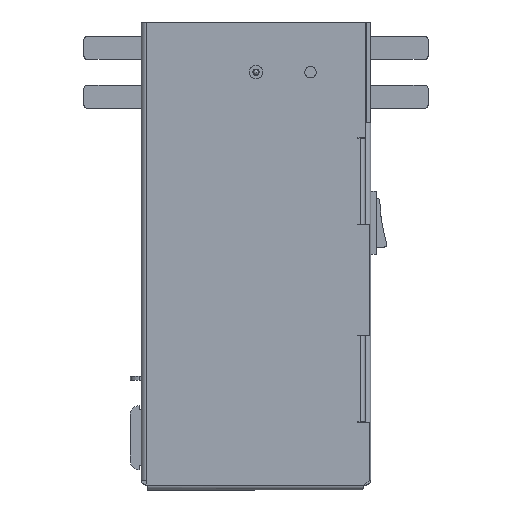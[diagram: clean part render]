
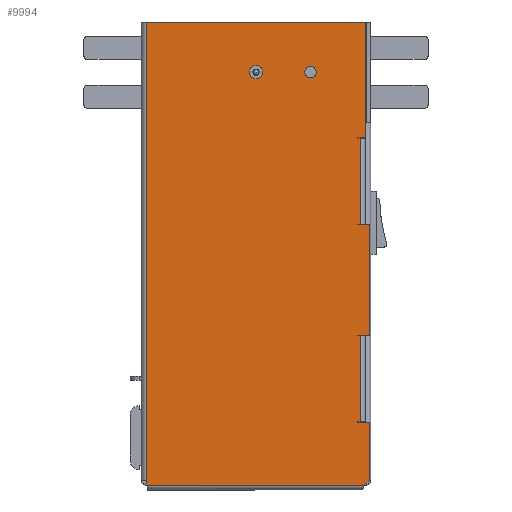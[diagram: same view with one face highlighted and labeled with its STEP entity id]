
A CAD part, top view. The second image highlights one B-rep face of the part: STEP entity #9994.
In plain terms, the highlighted planar face has unit normal (0, 0, 1).
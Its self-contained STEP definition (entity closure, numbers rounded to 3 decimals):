
#166=FACE_BOUND('',#1381,.T.);
#167=FACE_BOUND('',#1382,.T.);
#367=PLANE('',#10700);
#802=FACE_OUTER_BOUND('',#1380,.T.);
#1380=EDGE_LOOP('',(#7481,#7482,#7483,#7484,#7485,#7486,#7487,#7488,#7489,
#7490,#7491,#7492,#7493,#7494,#7495,#7496,#7497,#7498,#7499,#7500,#7501,
#7502));
#1381=EDGE_LOOP('',(#7503));
#1382=EDGE_LOOP('',(#7504));
#1914=LINE('',#14350,#3049);
#1941=LINE('',#14469,#3076);
#1942=LINE('',#14472,#3077);
#1985=LINE('',#14588,#3120);
#2186=LINE('',#15021,#3321);
#2189=LINE('',#15025,#3324);
#2190=LINE('',#15030,#3325);
#2198=LINE('',#15053,#3333);
#2204=LINE('',#15070,#3339);
#2206=LINE('',#15074,#3341);
#2208=LINE('',#15078,#3343);
#2209=LINE('',#15080,#3344);
#2210=LINE('',#15082,#3345);
#2211=LINE('',#15083,#3346);
#2212=LINE('',#15085,#3347);
#2213=LINE('',#15087,#3348);
#2214=LINE('',#15089,#3349);
#2215=LINE('',#15091,#3350);
#2216=LINE('',#15092,#3351);
#2217=LINE('',#15094,#3352);
#2218=LINE('',#15096,#3353);
#2219=LINE('',#15097,#3354);
#3049=VECTOR('',#11489,10.);
#3076=VECTOR('',#11528,10.);
#3077=VECTOR('',#11531,10.);
#3120=VECTOR('',#11648,10.);
#3321=VECTOR('',#12011,10.);
#3324=VECTOR('',#12016,10.);
#3325=VECTOR('',#12021,10.);
#3333=VECTOR('',#12051,10.);
#3339=VECTOR('',#12077,10.);
#3341=VECTOR('',#12081,10.);
#3343=VECTOR('',#12085,10.);
#3344=VECTOR('',#12086,10.);
#3345=VECTOR('',#12087,10.);
#3346=VECTOR('',#12088,10.);
#3347=VECTOR('',#12089,10.);
#3348=VECTOR('',#12090,10.);
#3349=VECTOR('',#12091,10.);
#3350=VECTOR('',#12092,10.);
#3351=VECTOR('',#12093,10.);
#3352=VECTOR('',#12094,10.);
#3353=VECTOR('',#12095,10.);
#3354=VECTOR('',#12096,10.);
#4165=CIRCLE('',#10624,2.);
#4166=CIRCLE('',#10626,2.);
#4455=VERTEX_POINT('',#14341);
#4456=VERTEX_POINT('',#14349);
#4481=VERTEX_POINT('',#14467);
#4482=VERTEX_POINT('',#14471);
#4518=VERTEX_POINT('',#14587);
#4580=VERTEX_POINT('',#14760);
#4581=VERTEX_POINT('',#14764);
#4668=VERTEX_POINT('',#15018);
#4669=VERTEX_POINT('',#15020);
#4670=VERTEX_POINT('',#15027);
#4671=VERTEX_POINT('',#15029);
#4674=VERTEX_POINT('',#15050);
#4675=VERTEX_POINT('',#15052);
#4676=VERTEX_POINT('',#15069);
#4677=VERTEX_POINT('',#15073);
#4678=VERTEX_POINT('',#15077);
#4679=VERTEX_POINT('',#15079);
#4680=VERTEX_POINT('',#15081);
#4681=VERTEX_POINT('',#15084);
#4682=VERTEX_POINT('',#15086);
#4683=VERTEX_POINT('',#15088);
#4684=VERTEX_POINT('',#15090);
#4685=VERTEX_POINT('',#15093);
#4686=VERTEX_POINT('',#15095);
#5413=EDGE_CURVE('',#4456,#4455,#1914,.T.);
#5445=EDGE_CURVE('',#4455,#4481,#1941,.T.);
#5446=EDGE_CURVE('',#4482,#4456,#1942,.T.);
#5503=EDGE_CURVE('',#4518,#4482,#1985,.T.);
#5590=EDGE_CURVE('',#4580,#4580,#4165,.T.);
#5592=EDGE_CURVE('',#4581,#4581,#4166,.T.);
#5721=EDGE_CURVE('',#4669,#4668,#2186,.T.);
#5724=EDGE_CURVE('',#4668,#4518,#2189,.T.);
#5726=EDGE_CURVE('',#4671,#4670,#2190,.T.);
#5738=EDGE_CURVE('',#4675,#4674,#2198,.T.);
#5747=EDGE_CURVE('',#4676,#4671,#2204,.T.);
#5749=EDGE_CURVE('',#4677,#4676,#2206,.T.);
#5751=EDGE_CURVE('',#4678,#4481,#2208,.T.);
#5752=EDGE_CURVE('',#4678,#4679,#2209,.T.);
#5753=EDGE_CURVE('',#4679,#4680,#2210,.T.);
#5754=EDGE_CURVE('',#4680,#4675,#2211,.T.);
#5755=EDGE_CURVE('',#4674,#4681,#2212,.T.);
#5756=EDGE_CURVE('',#4681,#4682,#2213,.T.);
#5757=EDGE_CURVE('',#4682,#4683,#2214,.T.);
#5758=EDGE_CURVE('',#4684,#4683,#2215,.T.);
#5759=EDGE_CURVE('',#4684,#4677,#2216,.T.);
#5760=EDGE_CURVE('',#4670,#4685,#2217,.T.);
#5761=EDGE_CURVE('',#4685,#4686,#2218,.T.);
#5762=EDGE_CURVE('',#4686,#4669,#2219,.T.);
#7481=ORIENTED_EDGE('',*,*,#5413,.T.);
#7482=ORIENTED_EDGE('',*,*,#5445,.T.);
#7483=ORIENTED_EDGE('',*,*,#5751,.F.);
#7484=ORIENTED_EDGE('',*,*,#5752,.T.);
#7485=ORIENTED_EDGE('',*,*,#5753,.T.);
#7486=ORIENTED_EDGE('',*,*,#5754,.T.);
#7487=ORIENTED_EDGE('',*,*,#5738,.T.);
#7488=ORIENTED_EDGE('',*,*,#5755,.T.);
#7489=ORIENTED_EDGE('',*,*,#5756,.T.);
#7490=ORIENTED_EDGE('',*,*,#5757,.T.);
#7491=ORIENTED_EDGE('',*,*,#5758,.F.);
#7492=ORIENTED_EDGE('',*,*,#5759,.T.);
#7493=ORIENTED_EDGE('',*,*,#5749,.T.);
#7494=ORIENTED_EDGE('',*,*,#5747,.T.);
#7495=ORIENTED_EDGE('',*,*,#5726,.T.);
#7496=ORIENTED_EDGE('',*,*,#5760,.T.);
#7497=ORIENTED_EDGE('',*,*,#5761,.T.);
#7498=ORIENTED_EDGE('',*,*,#5762,.T.);
#7499=ORIENTED_EDGE('',*,*,#5721,.T.);
#7500=ORIENTED_EDGE('',*,*,#5724,.T.);
#7501=ORIENTED_EDGE('',*,*,#5503,.T.);
#7502=ORIENTED_EDGE('',*,*,#5446,.T.);
#7503=ORIENTED_EDGE('',*,*,#5590,.T.);
#7504=ORIENTED_EDGE('',*,*,#5592,.T.);
#9994=ADVANCED_FACE('',(#802,#166,#167),#367,.T.);
#10624=AXIS2_PLACEMENT_3D('',#14761,#11789,#11790);
#10626=AXIS2_PLACEMENT_3D('',#14765,#11794,#11795);
#10700=AXIS2_PLACEMENT_3D('',#15076,#12083,#12084);
#11489=DIRECTION('',(1.,0.,0.));
#11528=DIRECTION('',(0.766,0.643,0.));
#11531=DIRECTION('',(0.174,-0.985,0.));
#11648=DIRECTION('',(0.,-1.,0.));
#11789=DIRECTION('center_axis',(0.,0.,-1.));
#11790=DIRECTION('ref_axis',(-1.,0.,0.));
#11794=DIRECTION('center_axis',(0.,0.,-1.));
#11795=DIRECTION('ref_axis',(-1.,0.,0.));
#12011=DIRECTION('',(0.,1.,0.));
#12016=DIRECTION('',(-1.,0.,0.));
#12021=DIRECTION('',(0.,1.,0.));
#12051=DIRECTION('',(0.,1.,0.));
#12077=DIRECTION('',(1.,0.,0.));
#12081=DIRECTION('',(0.,1.,0.));
#12083=DIRECTION('center_axis',(0.,0.,1.));
#12084=DIRECTION('ref_axis',(1.,0.,0.));
#12085=DIRECTION('',(0.,-1.,0.));
#12086=DIRECTION('',(-1.,0.,0.));
#12087=DIRECTION('',(0.,1.,0.));
#12088=DIRECTION('',(1.,0.,0.));
#12089=DIRECTION('',(-1.,0.,0.));
#12090=DIRECTION('',(0.,1.,0.));
#12091=DIRECTION('',(1.,0.,0.));
#12092=DIRECTION('',(0.,-1.,0.));
#12093=DIRECTION('',(-1.,0.,0.));
#12094=DIRECTION('',(-1.,0.,0.));
#12095=DIRECTION('',(0.,1.,0.));
#12096=DIRECTION('',(1.,0.,0.));
#14341=CARTESIAN_POINT('',(77.474,-1.5,23.8));
#14349=CARTESIAN_POINT('',(2.,-1.5,23.8));
#14350=CARTESIAN_POINT('',(57.949,-1.5,23.8));
#14467=CARTESIAN_POINT('',(79.5,0.2,23.8));
#14469=CARTESIAN_POINT('',(85.963,5.623,23.8));
#14471=CARTESIAN_POINT('',(1.7,0.2,23.8));
#14472=CARTESIAN_POINT('',(-4.57,35.757,23.8));
#14587=CARTESIAN_POINT('',(1.7,160.,23.8));
#14588=CARTESIAN_POINT('',(1.7,80.,23.8));
#14760=CARTESIAN_POINT('',(61.,142.5,23.8));
#14761=CARTESIAN_POINT('Origin',(59.,142.5,23.8));
#14764=CARTESIAN_POINT('',(42.,142.5,23.8));
#14765=CARTESIAN_POINT('Origin',(40.,142.5,23.8));
#15018=CARTESIAN_POINT('',(78.3,160.,23.8));
#15020=CARTESIAN_POINT('',(78.3,119.704,23.8));
#15021=CARTESIAN_POINT('',(78.3,109.926,23.8));
#15025=CARTESIAN_POINT('',(1.7,160.,23.8));
#15027=CARTESIAN_POINT('',(76.3,119.504,23.8));
#15029=CARTESIAN_POINT('',(76.3,89.5,23.8));
#15030=CARTESIAN_POINT('',(76.3,99.752,23.8));
#15050=CARTESIAN_POINT('',(76.3,50.5,23.8));
#15052=CARTESIAN_POINT('',(76.3,20.5,23.8));
#15053=CARTESIAN_POINT('',(76.3,65.25,23.8));
#15069=CARTESIAN_POINT('',(75.55,89.5,23.8));
#15070=CARTESIAN_POINT('',(57.462,89.5,23.8));
#15073=CARTESIAN_POINT('',(75.55,89.3,23.8));
#15074=CARTESIAN_POINT('',(75.55,84.75,23.8));
#15076=CARTESIAN_POINT('Origin',(38.425,80.,23.8));
#15077=CARTESIAN_POINT('',(79.5,20.3,23.8));
#15078=CARTESIAN_POINT('',(79.5,0.,23.8));
#15079=CARTESIAN_POINT('',(75.55,20.3,23.8));
#15080=CARTESIAN_POINT('',(56.987,20.3,23.8));
#15081=CARTESIAN_POINT('',(75.55,20.5,23.8));
#15082=CARTESIAN_POINT('',(75.55,50.25,23.8));
#15083=CARTESIAN_POINT('',(57.462,20.5,23.8));
#15084=CARTESIAN_POINT('',(75.55,50.5,23.8));
#15085=CARTESIAN_POINT('',(56.987,50.5,23.8));
#15086=CARTESIAN_POINT('',(75.55,50.7,23.8));
#15087=CARTESIAN_POINT('',(75.55,65.35,23.8));
#15088=CARTESIAN_POINT('',(79.5,50.7,23.8));
#15089=CARTESIAN_POINT('',(76.5,50.7,23.8));
#15090=CARTESIAN_POINT('',(79.5,89.3,23.8));
#15091=CARTESIAN_POINT('',(79.5,50.7,23.8));
#15092=CARTESIAN_POINT('',(56.987,89.3,23.8));
#15093=CARTESIAN_POINT('',(75.55,119.504,23.8));
#15094=CARTESIAN_POINT('',(56.987,119.504,23.8));
#15095=CARTESIAN_POINT('',(75.55,119.704,23.8));
#15096=CARTESIAN_POINT('',(75.55,99.852,23.8));
#15097=CARTESIAN_POINT('',(76.5,119.704,23.8));
